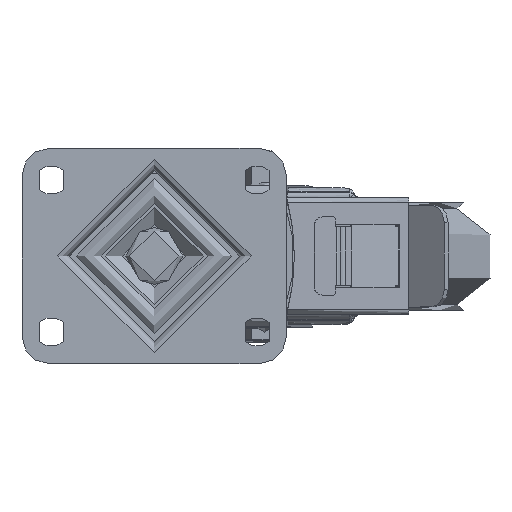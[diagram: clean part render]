
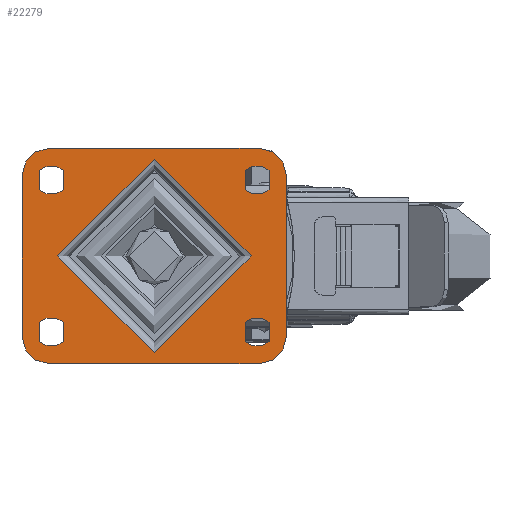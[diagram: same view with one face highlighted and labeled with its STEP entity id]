
A CAD part, top view. The second image highlights one B-rep face of the part: STEP entity #22279.
In plain terms, the highlighted planar face has unit normal (0, 0, 1).
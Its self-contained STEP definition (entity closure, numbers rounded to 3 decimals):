
#814=FACE_BOUND('',#3891,.T.);
#815=FACE_BOUND('',#3892,.T.);
#816=FACE_BOUND('',#3893,.T.);
#817=FACE_BOUND('',#3894,.T.);
#818=FACE_BOUND('',#3895,.T.);
#988=PLANE('',#24149);
#2521=FACE_OUTER_BOUND('',#3890,.T.);
#3890=EDGE_LOOP('',(#15558,#15559,#15560,#15561,#15562,#15563,#15564,#15565));
#3891=EDGE_LOOP('',(#15566));
#3892=EDGE_LOOP('',(#15567,#15568,#15569,#15570));
#3893=EDGE_LOOP('',(#15571,#15572,#15573,#15574));
#3894=EDGE_LOOP('',(#15575,#15576,#15577,#15578));
#3895=EDGE_LOOP('',(#15579,#15580,#15581,#15582));
#5548=LINE('',#33212,#7060);
#5549=LINE('',#33213,#7061);
#5550=LINE('',#33214,#7062);
#5551=LINE('',#33215,#7063);
#5552=LINE('',#33218,#7064);
#5553=LINE('',#33222,#7065);
#5554=LINE('',#33226,#7066);
#5555=LINE('',#33230,#7067);
#5556=LINE('',#33234,#7068);
#5557=LINE('',#33238,#7069);
#5558=LINE('',#33242,#7070);
#5559=LINE('',#33246,#7071);
#7060=VECTOR('',#26816,1000.);
#7061=VECTOR('',#26817,1000.);
#7062=VECTOR('',#26818,1000.);
#7063=VECTOR('',#26819,1000.);
#7064=VECTOR('',#26820,1000.);
#7065=VECTOR('',#26823,1000.);
#7066=VECTOR('',#26826,1000.);
#7067=VECTOR('',#26829,1000.);
#7068=VECTOR('',#26832,1000.);
#7069=VECTOR('',#26835,1000.);
#7070=VECTOR('',#26838,1000.);
#7071=VECTOR('',#26841,1000.);
#8612=CIRCLE('',#24104,14.);
#8614=CIRCLE('',#24107,14.);
#8616=CIRCLE('',#24110,14.);
#8618=CIRCLE('',#24113,14.);
#8632=CIRCLE('',#24132,49.416);
#8642=CIRCLE('',#24150,9.092);
#8643=CIRCLE('',#24151,9.092);
#8644=CIRCLE('',#24152,9.092);
#8645=CIRCLE('',#24153,9.092);
#8646=CIRCLE('',#24154,9.092);
#8647=CIRCLE('',#24155,9.092);
#8648=CIRCLE('',#24156,9.092);
#8649=CIRCLE('',#24157,9.092);
#9847=VERTEX_POINT('',#33118);
#9848=VERTEX_POINT('',#33119);
#9851=VERTEX_POINT('',#33127);
#9852=VERTEX_POINT('',#33128);
#9855=VERTEX_POINT('',#33136);
#9856=VERTEX_POINT('',#33137);
#9859=VERTEX_POINT('',#33145);
#9860=VERTEX_POINT('',#33146);
#9872=VERTEX_POINT('',#33180);
#9881=VERTEX_POINT('',#33216);
#9882=VERTEX_POINT('',#33217);
#9883=VERTEX_POINT('',#33219);
#9884=VERTEX_POINT('',#33221);
#9885=VERTEX_POINT('',#33224);
#9886=VERTEX_POINT('',#33225);
#9887=VERTEX_POINT('',#33227);
#9888=VERTEX_POINT('',#33229);
#9889=VERTEX_POINT('',#33232);
#9890=VERTEX_POINT('',#33233);
#9891=VERTEX_POINT('',#33235);
#9892=VERTEX_POINT('',#33237);
#9893=VERTEX_POINT('',#33240);
#9894=VERTEX_POINT('',#33241);
#9895=VERTEX_POINT('',#33243);
#9896=VERTEX_POINT('',#33245);
#12059=EDGE_CURVE('',#9847,#9848,#8612,.T.);
#12063=EDGE_CURVE('',#9851,#9852,#8614,.T.);
#12067=EDGE_CURVE('',#9855,#9856,#8616,.T.);
#12071=EDGE_CURVE('',#9859,#9860,#8618,.T.);
#12089=EDGE_CURVE('',#9872,#9872,#8632,.T.);
#12103=EDGE_CURVE('',#9856,#9859,#5548,.T.);
#12104=EDGE_CURVE('',#9852,#9855,#5549,.T.);
#12105=EDGE_CURVE('',#9848,#9851,#5550,.T.);
#12106=EDGE_CURVE('',#9860,#9847,#5551,.T.);
#12107=EDGE_CURVE('',#9881,#9882,#5552,.T.);
#12108=EDGE_CURVE('',#9882,#9883,#8642,.T.);
#12109=EDGE_CURVE('',#9883,#9884,#5553,.T.);
#12110=EDGE_CURVE('',#9884,#9881,#8643,.T.);
#12111=EDGE_CURVE('',#9885,#9886,#5554,.T.);
#12112=EDGE_CURVE('',#9886,#9887,#8644,.T.);
#12113=EDGE_CURVE('',#9887,#9888,#5555,.T.);
#12114=EDGE_CURVE('',#9888,#9885,#8645,.T.);
#12115=EDGE_CURVE('',#9889,#9890,#5556,.T.);
#12116=EDGE_CURVE('',#9890,#9891,#8646,.T.);
#12117=EDGE_CURVE('',#9891,#9892,#5557,.T.);
#12118=EDGE_CURVE('',#9892,#9889,#8647,.T.);
#12119=EDGE_CURVE('',#9893,#9894,#5558,.T.);
#12120=EDGE_CURVE('',#9894,#9895,#8648,.T.);
#12121=EDGE_CURVE('',#9895,#9896,#5559,.T.);
#12122=EDGE_CURVE('',#9896,#9893,#8649,.T.);
#15558=ORIENTED_EDGE('',*,*,#12071,.F.);
#15559=ORIENTED_EDGE('',*,*,#12103,.F.);
#15560=ORIENTED_EDGE('',*,*,#12067,.F.);
#15561=ORIENTED_EDGE('',*,*,#12104,.F.);
#15562=ORIENTED_EDGE('',*,*,#12063,.F.);
#15563=ORIENTED_EDGE('',*,*,#12105,.F.);
#15564=ORIENTED_EDGE('',*,*,#12059,.F.);
#15565=ORIENTED_EDGE('',*,*,#12106,.F.);
#15566=ORIENTED_EDGE('',*,*,#12089,.F.);
#15567=ORIENTED_EDGE('',*,*,#12107,.T.);
#15568=ORIENTED_EDGE('',*,*,#12108,.T.);
#15569=ORIENTED_EDGE('',*,*,#12109,.T.);
#15570=ORIENTED_EDGE('',*,*,#12110,.T.);
#15571=ORIENTED_EDGE('',*,*,#12111,.T.);
#15572=ORIENTED_EDGE('',*,*,#12112,.T.);
#15573=ORIENTED_EDGE('',*,*,#12113,.T.);
#15574=ORIENTED_EDGE('',*,*,#12114,.T.);
#15575=ORIENTED_EDGE('',*,*,#12115,.T.);
#15576=ORIENTED_EDGE('',*,*,#12116,.T.);
#15577=ORIENTED_EDGE('',*,*,#12117,.T.);
#15578=ORIENTED_EDGE('',*,*,#12118,.T.);
#15579=ORIENTED_EDGE('',*,*,#12119,.T.);
#15580=ORIENTED_EDGE('',*,*,#12120,.T.);
#15581=ORIENTED_EDGE('',*,*,#12121,.T.);
#15582=ORIENTED_EDGE('',*,*,#12122,.T.);
#22279=ADVANCED_FACE('',(#2521,#814,#815,#816,#817,#818),#988,.T.);
#24104=AXIS2_PLACEMENT_3D('',#33120,#26710,#26711);
#24107=AXIS2_PLACEMENT_3D('',#33129,#26718,#26719);
#24110=AXIS2_PLACEMENT_3D('',#33138,#26726,#26727);
#24113=AXIS2_PLACEMENT_3D('',#33147,#26734,#26735);
#24132=AXIS2_PLACEMENT_3D('',#33182,#26776,#26777);
#24149=AXIS2_PLACEMENT_3D('',#33211,#26814,#26815);
#24150=AXIS2_PLACEMENT_3D('',#33220,#26821,#26822);
#24151=AXIS2_PLACEMENT_3D('',#33223,#26824,#26825);
#24152=AXIS2_PLACEMENT_3D('',#33228,#26827,#26828);
#24153=AXIS2_PLACEMENT_3D('',#33231,#26830,#26831);
#24154=AXIS2_PLACEMENT_3D('',#33236,#26833,#26834);
#24155=AXIS2_PLACEMENT_3D('',#33239,#26836,#26837);
#24156=AXIS2_PLACEMENT_3D('',#33244,#26839,#26840);
#24157=AXIS2_PLACEMENT_3D('',#33247,#26842,#26843);
#26710=DIRECTION('center_axis',(0.,0.,-1.));
#26711=DIRECTION('ref_axis',(-0.707,0.707,0.));
#26718=DIRECTION('center_axis',(0.,0.,-1.));
#26719=DIRECTION('ref_axis',(0.707,0.707,0.));
#26726=DIRECTION('center_axis',(0.,0.,-1.));
#26727=DIRECTION('ref_axis',(0.707,-0.707,0.));
#26734=DIRECTION('center_axis',(0.,0.,-1.));
#26735=DIRECTION('ref_axis',(-0.707,-0.707,0.));
#26776=DIRECTION('center_axis',(0.,0.,1.));
#26777=DIRECTION('ref_axis',(-1.,0.,0.));
#26814=DIRECTION('center_axis',(0.,0.,1.));
#26815=DIRECTION('ref_axis',(1.,0.,0.));
#26816=DIRECTION('',(-1.,0.,0.));
#26817=DIRECTION('',(0.,-1.,0.));
#26818=DIRECTION('',(1.,0.,0.));
#26819=DIRECTION('',(0.,1.,0.));
#26820=DIRECTION('',(0.,1.,0.));
#26821=DIRECTION('center_axis',(0.,0.,-1.));
#26822=DIRECTION('ref_axis',(-0.671,0.742,0.));
#26823=DIRECTION('',(0.,-1.,0.));
#26824=DIRECTION('center_axis',(0.,0.,-1.));
#26825=DIRECTION('ref_axis',(-0.671,-0.742,0.));
#26826=DIRECTION('',(0.,1.,0.));
#26827=DIRECTION('center_axis',(0.,0.,-1.));
#26828=DIRECTION('ref_axis',(0.671,0.742,0.));
#26829=DIRECTION('',(0.,-1.,0.));
#26830=DIRECTION('center_axis',(0.,0.,-1.));
#26831=DIRECTION('ref_axis',(0.671,-0.742,0.));
#26832=DIRECTION('',(0.,-1.,0.));
#26833=DIRECTION('center_axis',(0.,0.,-1.));
#26834=DIRECTION('ref_axis',(-0.671,-0.742,0.));
#26835=DIRECTION('',(0.,1.,0.));
#26836=DIRECTION('center_axis',(0.,0.,-1.));
#26837=DIRECTION('ref_axis',(-0.671,0.742,0.));
#26838=DIRECTION('',(0.,-1.,0.));
#26839=DIRECTION('center_axis',(0.,0.,-1.));
#26840=DIRECTION('ref_axis',(0.671,-0.742,0.));
#26841=DIRECTION('',(0.,1.,0.));
#26842=DIRECTION('center_axis',(0.,0.,-1.));
#26843=DIRECTION('ref_axis',(0.671,0.742,0.));
#33118=CARTESIAN_POINT('',(-67.5,41.,0.));
#33119=CARTESIAN_POINT('',(-53.5,55.,0.));
#33120=CARTESIAN_POINT('Origin',(-53.5,41.,0.));
#33127=CARTESIAN_POINT('',(53.5,55.,0.));
#33128=CARTESIAN_POINT('',(67.5,41.,0.));
#33129=CARTESIAN_POINT('Origin',(53.5,41.,0.));
#33136=CARTESIAN_POINT('',(67.5,-41.,0.));
#33137=CARTESIAN_POINT('',(53.5,-55.,0.));
#33138=CARTESIAN_POINT('Origin',(53.5,-41.,0.));
#33145=CARTESIAN_POINT('',(-53.5,-55.,0.));
#33146=CARTESIAN_POINT('',(-67.5,-41.,0.));
#33147=CARTESIAN_POINT('Origin',(-53.5,-41.,0.));
#33180=CARTESIAN_POINT('',(49.416,0.,0.));
#33182=CARTESIAN_POINT('Origin',(0.,0.,0.));
#33211=CARTESIAN_POINT('Origin',(0.,0.,0.));
#33212=CARTESIAN_POINT('',(67.5,-55.,0.));
#33213=CARTESIAN_POINT('',(67.5,55.,0.));
#33214=CARTESIAN_POINT('',(-67.5,55.,0.));
#33215=CARTESIAN_POINT('',(-67.5,-55.,0.));
#33216=CARTESIAN_POINT('',(-58.6,33.75,0.));
#33217=CARTESIAN_POINT('',(-58.6,43.75,0.));
#33218=CARTESIAN_POINT('',(-58.6,40.,0.));
#33219=CARTESIAN_POINT('',(-46.4,43.75,0.));
#33220=CARTESIAN_POINT('Origin',(-52.5,37.008,0.));
#33221=CARTESIAN_POINT('',(-46.4,33.75,0.));
#33222=CARTESIAN_POINT('',(-46.4,37.5,0.));
#33223=CARTESIAN_POINT('Origin',(-52.5,40.492,0.));
#33224=CARTESIAN_POINT('',(-58.6,-43.75,0.));
#33225=CARTESIAN_POINT('',(-58.6,-33.75,0.));
#33226=CARTESIAN_POINT('',(-58.6,-40.,0.));
#33227=CARTESIAN_POINT('',(-46.4,-33.75,0.));
#33228=CARTESIAN_POINT('Origin',(-52.5,-40.492,0.));
#33229=CARTESIAN_POINT('',(-46.4,-43.75,0.));
#33230=CARTESIAN_POINT('',(-46.4,-37.5,0.));
#33231=CARTESIAN_POINT('Origin',(-52.5,-37.008,0.));
#33232=CARTESIAN_POINT('',(58.6,43.75,0.));
#33233=CARTESIAN_POINT('',(58.6,33.75,0.));
#33234=CARTESIAN_POINT('',(58.6,40.,0.));
#33235=CARTESIAN_POINT('',(46.4,33.75,0.));
#33236=CARTESIAN_POINT('Origin',(52.5,40.492,0.));
#33237=CARTESIAN_POINT('',(46.4,43.75,0.));
#33238=CARTESIAN_POINT('',(46.4,37.5,0.));
#33239=CARTESIAN_POINT('Origin',(52.5,37.008,0.));
#33240=CARTESIAN_POINT('',(58.6,-33.75,0.));
#33241=CARTESIAN_POINT('',(58.6,-43.75,0.));
#33242=CARTESIAN_POINT('',(58.6,-40.,0.));
#33243=CARTESIAN_POINT('',(46.4,-43.75,0.));
#33244=CARTESIAN_POINT('Origin',(52.5,-37.008,0.));
#33245=CARTESIAN_POINT('',(46.4,-33.75,0.));
#33246=CARTESIAN_POINT('',(46.4,-37.5,0.));
#33247=CARTESIAN_POINT('Origin',(52.5,-40.492,0.));
